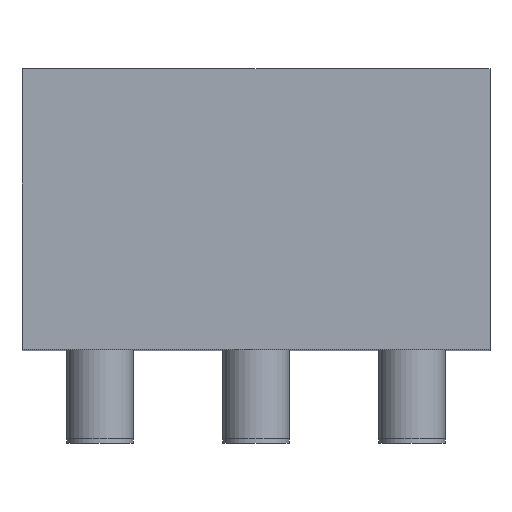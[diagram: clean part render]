
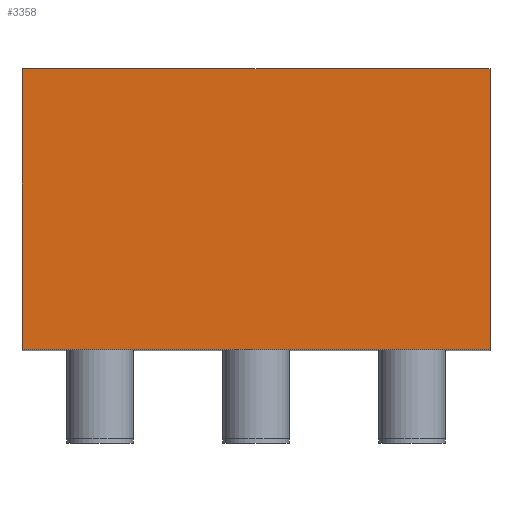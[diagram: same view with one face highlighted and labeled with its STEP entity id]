
A CAD part, top view. The second image highlights one B-rep face of the part: STEP entity #3358.
In plain terms, the highlighted face is planar.
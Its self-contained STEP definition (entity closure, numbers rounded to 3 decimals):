
#474=ORIENTED_EDGE('',*,*,#1260,.T.);
#475=ORIENTED_EDGE('',*,*,#1188,.F.);
#476=ORIENTED_EDGE('',*,*,#1261,.F.);
#477=ORIENTED_EDGE('',*,*,#1256,.T.);
#1188=EDGE_CURVE('',#1605,#1606,#1938,.T.);
#1256=EDGE_CURVE('',#1667,#1666,#1985,.T.);
#1260=EDGE_CURVE('',#1666,#1606,#1987,.T.);
#1261=EDGE_CURVE('',#1667,#1605,#1988,.T.);
#1605=VERTEX_POINT('',#6285);
#1606=VERTEX_POINT('',#6287);
#1666=VERTEX_POINT('',#6424);
#1667=VERTEX_POINT('',#6426);
#1938=LINE('',#6286,#2288);
#1985=LINE('',#6425,#2335);
#1987=LINE('',#6432,#2337);
#1988=LINE('',#6433,#2338);
#2288=VECTOR('',#5302,1000.);
#2335=VECTOR('',#5411,1000.);
#2337=VECTOR('',#5419,1000.);
#2338=VECTOR('',#5420,1000.);
#2634=EDGE_LOOP('',(#474,#475,#476,#477));
#2936=FACE_BOUND('',#2634,.T.);
#3198=PLANE('',#4873);
#3358=ADVANCED_FACE('',(#2936),#3198,.F.);
#4873=AXIS2_PLACEMENT_3D('',#6431,#5417,#5418);
#5302=DIRECTION('',(0.,0.,-1.));
#5411=DIRECTION('',(0.,0.,-1.));
#5417=DIRECTION('',(0.,-1.,0.));
#5418=DIRECTION('',(0.,0.,-1.));
#5419=DIRECTION('',(-1.,0.,0.));
#5420=DIRECTION('',(-1.,0.,0.));
#6285=CARTESIAN_POINT('',(-63.,0.,52.5));
#6286=CARTESIAN_POINT('',(-63.,0.,52.5));
#6287=CARTESIAN_POINT('',(-63.,0.,-52.5));
#6424=CARTESIAN_POINT('',(0.,0.,-52.5));
#6425=CARTESIAN_POINT('',(0.,0.,52.5));
#6426=CARTESIAN_POINT('',(0.,0.,52.5));
#6431=CARTESIAN_POINT('',(0.,0.,52.5));
#6432=CARTESIAN_POINT('',(0.,0.,-52.5));
#6433=CARTESIAN_POINT('',(0.,0.,52.5));
